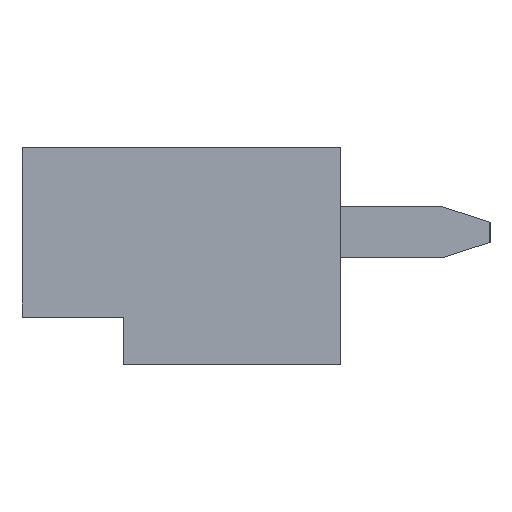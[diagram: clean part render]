
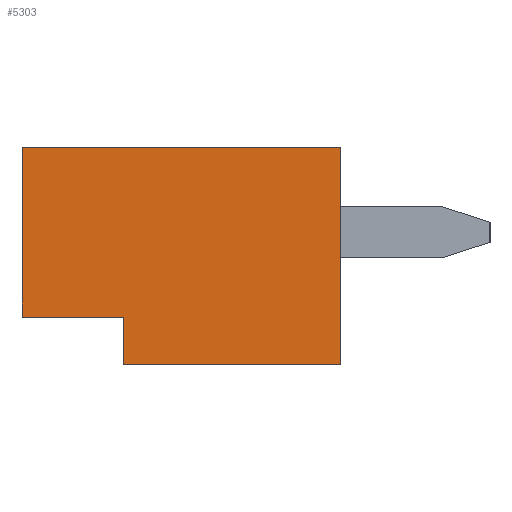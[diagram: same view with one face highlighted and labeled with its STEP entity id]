
A CAD part, left-side view. The second image highlights one B-rep face of the part: STEP entity #5303.
In plain terms, the highlighted planar face has unit normal (-1, 0, 0).
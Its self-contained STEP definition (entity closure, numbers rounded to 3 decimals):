
#343=FACE_OUTER_BOUND('',#634,.T.);
#634=EDGE_LOOP('',(#4677,#4678,#4679,#4680,#4681,#4682));
#1241=LINE('',#8138,#1967);
#1261=LINE('',#8177,#1987);
#1266=LINE('',#8189,#1992);
#1271=LINE('',#8199,#1997);
#1290=LINE('',#8236,#2016);
#1297=LINE('',#8249,#2023);
#1967=VECTOR('',#6704,10.);
#1987=VECTOR('',#6726,10.);
#1992=VECTOR('',#6733,10.);
#1997=VECTOR('',#6740,10.);
#2016=VECTOR('',#6767,10.);
#2023=VECTOR('',#6776,10.);
#2467=VERTEX_POINT('',#8135);
#2468=VERTEX_POINT('',#8137);
#2486=VERTEX_POINT('',#8175);
#2491=VERTEX_POINT('',#8186);
#2492=VERTEX_POINT('',#8188);
#2496=VERTEX_POINT('',#8198);
#3149=EDGE_CURVE('',#2468,#2467,#1241,.T.);
#3169=EDGE_CURVE('',#2467,#2486,#1261,.T.);
#3174=EDGE_CURVE('',#2492,#2491,#1266,.T.);
#3179=EDGE_CURVE('',#2496,#2492,#1271,.T.);
#3198=EDGE_CURVE('',#2496,#2486,#1290,.T.);
#3205=EDGE_CURVE('',#2468,#2491,#1297,.T.);
#4677=ORIENTED_EDGE('',*,*,#3174,.T.);
#4678=ORIENTED_EDGE('',*,*,#3205,.F.);
#4679=ORIENTED_EDGE('',*,*,#3149,.T.);
#4680=ORIENTED_EDGE('',*,*,#3169,.T.);
#4681=ORIENTED_EDGE('',*,*,#3198,.F.);
#4682=ORIENTED_EDGE('',*,*,#3179,.T.);
#5016=PLANE('',#5617);
#5303=ADVANCED_FACE('',(#343),#5016,.T.);
#5617=AXIS2_PLACEMENT_3D('',#8395,#6920,#6921);
#6704=DIRECTION('',(0.,0.,1.));
#6726=DIRECTION('',(0.,1.,0.));
#6733=DIRECTION('',(0.,0.,-1.));
#6740=DIRECTION('',(0.,-1.,0.));
#6767=DIRECTION('',(0.,0.,1.));
#6776=DIRECTION('',(0.,1.,0.));
#6920=DIRECTION('center_axis',(-1.,0.,0.));
#6921=DIRECTION('ref_axis',(0.,0.,1.));
#8135=CARTESIAN_POINT('',(0.,0.,0.));
#8137=CARTESIAN_POINT('',(0.,0.,-3.2));
#8138=CARTESIAN_POINT('',(0.,0.,-3.2));
#8175=CARTESIAN_POINT('',(0.,4.7,0.));
#8177=CARTESIAN_POINT('',(0.,0.,0.));
#8186=CARTESIAN_POINT('',(0.,3.2,-3.2));
#8188=CARTESIAN_POINT('',(0.,3.2,-2.5));
#8189=CARTESIAN_POINT('',(0.,3.2,-2.85));
#8198=CARTESIAN_POINT('',(0.,4.7,-2.5));
#8199=CARTESIAN_POINT('',(0.,2.35,-2.5));
#8236=CARTESIAN_POINT('',(0.,4.7,-3.2));
#8249=CARTESIAN_POINT('',(0.,0.,-3.2));
#8395=CARTESIAN_POINT('Origin',(0.,0.,-3.2));
